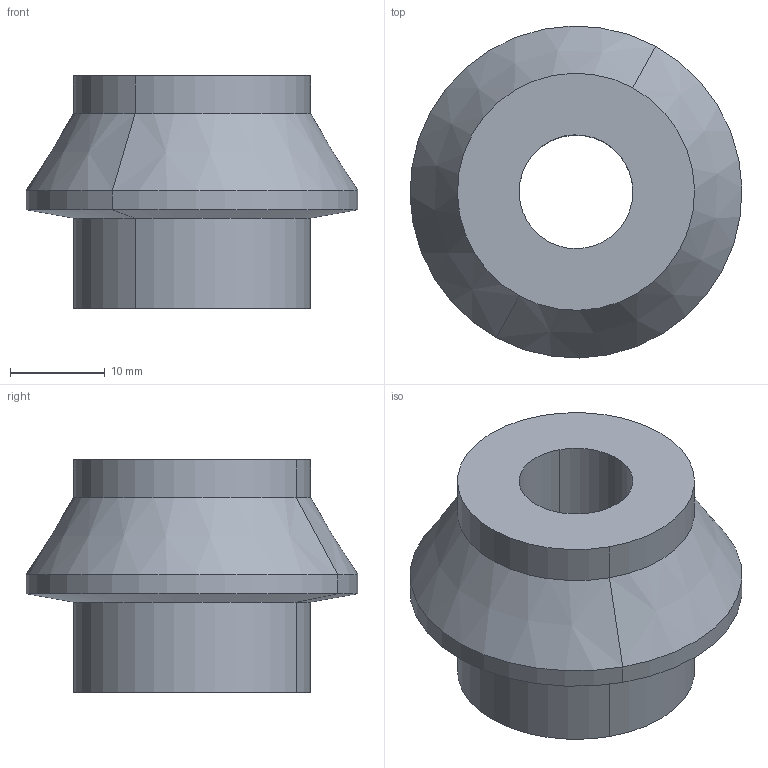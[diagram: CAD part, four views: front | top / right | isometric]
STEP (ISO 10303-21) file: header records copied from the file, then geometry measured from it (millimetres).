
FILE_DESCRIPTION(('CATIA V5 STEP Exchange'),'2;1');
FILE_NAME('mod-4328-RD00-entretoise-D35-silent-bloc-powerflex.stp','2021-09-23T07:58:56+00:00',('none'),('none'),'CATIA Version 5 Release 19 GA (IN-10)','CATIA V5 STEP AP203','none');
FILE_SCHEMA(('CONFIG_CONTROL_DESIGN'));
Length unit declared in the file: millimetre
Products named in the file (1): mod-4328-RD00-entretoise-D35-silent-bloc-powerflex
Bounding box: 34.99 x 34.99 x 24.5 mm (x, y, z)
Volume: 12200.8 mm3; surface area: 4336.5 mm2
Topology: 1 solids, 1 shells, 14 faces, 28 edges, 16 vertices
Faces by surface type: cylinder 8, cone 4, plane 2
Entity records: 359 total; most frequent: ORIENTED_EDGE 56, CARTESIAN_POINT 52, DIRECTION 42, EDGE_CURVE 28, AXIS2_PLACEMENT_3D 24, CIRCLE 16, EDGE_LOOP 16, VERTEX_POINT 16
